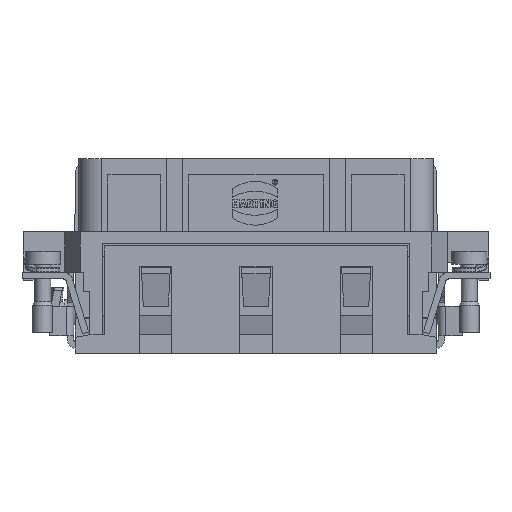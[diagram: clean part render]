
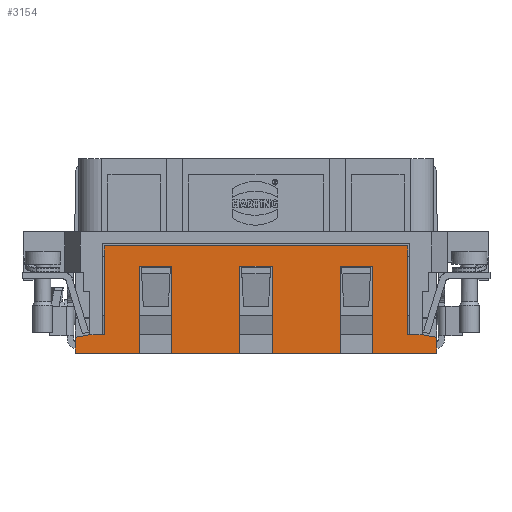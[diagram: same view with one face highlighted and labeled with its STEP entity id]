
A CAD part, front view. The second image highlights one B-rep face of the part: STEP entity #3154.
In plain terms, the highlighted planar face has unit normal (0, -1, 0).
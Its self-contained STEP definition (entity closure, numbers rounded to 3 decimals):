
#2011=FACE_OUTER_BOUND('',#5671,.T.);
#3154=ADVANCED_FACE('',(#2011),#4097,.T.);
#4097=PLANE('',#24764);
#5671=EDGE_LOOP('',(#10191,#10192,#10193,#10194,#10195,#10196,#10197,#10198,
#10199,#10200,#10201,#10202,#10203,#10204,#10205,#10206,#10207,#10208,#10209,
#10210,#10211,#10212));
#10191=ORIENTED_EDGE('',*,*,#16751,.T.);
#10192=ORIENTED_EDGE('',*,*,#16445,.T.);
#10193=ORIENTED_EDGE('',*,*,#16752,.F.);
#10194=ORIENTED_EDGE('',*,*,#16694,.T.);
#10195=ORIENTED_EDGE('',*,*,#16696,.T.);
#10196=ORIENTED_EDGE('',*,*,#16753,.F.);
#10197=ORIENTED_EDGE('',*,*,#16699,.T.);
#10198=ORIENTED_EDGE('',*,*,#16703,.T.);
#10199=ORIENTED_EDGE('',*,*,#16707,.T.);
#10200=ORIENTED_EDGE('',*,*,#16754,.T.);
#10201=ORIENTED_EDGE('',*,*,#16709,.T.);
#10202=ORIENTED_EDGE('',*,*,#16713,.T.);
#10203=ORIENTED_EDGE('',*,*,#16717,.T.);
#10204=ORIENTED_EDGE('',*,*,#16755,.T.);
#10205=ORIENTED_EDGE('',*,*,#16719,.T.);
#10206=ORIENTED_EDGE('',*,*,#16723,.T.);
#10207=ORIENTED_EDGE('',*,*,#16740,.T.);
#10208=ORIENTED_EDGE('',*,*,#16756,.T.);
#10209=ORIENTED_EDGE('',*,*,#16757,.F.);
#10210=ORIENTED_EDGE('',*,*,#16758,.T.);
#10211=ORIENTED_EDGE('',*,*,#16759,.F.);
#10212=ORIENTED_EDGE('',*,*,#16749,.T.);
#13729=VERTEX_POINT('',#37456);
#13730=VERTEX_POINT('',#37457);
#13902=VERTEX_POINT('',#38207);
#13903=VERTEX_POINT('',#38209);
#13905=VERTEX_POINT('',#38214);
#13906=VERTEX_POINT('',#38221);
#13907=VERTEX_POINT('',#38222);
#13909=VERTEX_POINT('',#38229);
#13911=VERTEX_POINT('',#38235);
#13912=VERTEX_POINT('',#38240);
#13913=VERTEX_POINT('',#38241);
#13915=VERTEX_POINT('',#38248);
#13917=VERTEX_POINT('',#38254);
#13918=VERTEX_POINT('',#38259);
#13919=VERTEX_POINT('',#38260);
#13921=VERTEX_POINT('',#38267);
#13933=VERTEX_POINT('',#38300);
#13936=VERTEX_POINT('',#38314);
#13937=VERTEX_POINT('',#38316);
#13938=VERTEX_POINT('',#38326);
#13939=VERTEX_POINT('',#38328);
#13940=VERTEX_POINT('',#38330);
#16445=EDGE_CURVE('',#13729,#13730,#20345,.T.);
#16694=EDGE_CURVE('',#13902,#13903,#20549,.T.);
#16696=EDGE_CURVE('',#13903,#13905,#20551,.T.);
#16699=EDGE_CURVE('',#13906,#13907,#20554,.T.);
#16703=EDGE_CURVE('',#13907,#13909,#20558,.T.);
#16707=EDGE_CURVE('',#13909,#13911,#20562,.T.);
#16709=EDGE_CURVE('',#13912,#13913,#20564,.T.);
#16713=EDGE_CURVE('',#13913,#13915,#20568,.T.);
#16717=EDGE_CURVE('',#13915,#13917,#20572,.T.);
#16719=EDGE_CURVE('',#13918,#13919,#20574,.T.);
#16723=EDGE_CURVE('',#13919,#13921,#20578,.T.);
#16740=EDGE_CURVE('',#13921,#13933,#20595,.T.);
#16749=EDGE_CURVE('',#13937,#13936,#20604,.T.);
#16751=EDGE_CURVE('',#13936,#13729,#20606,.T.);
#16752=EDGE_CURVE('',#13902,#13730,#20607,.T.);
#16753=EDGE_CURVE('',#13906,#13905,#20608,.T.);
#16754=EDGE_CURVE('',#13911,#13912,#20609,.T.);
#16755=EDGE_CURVE('',#13917,#13918,#20610,.T.);
#16756=EDGE_CURVE('',#13933,#13938,#20611,.T.);
#16757=EDGE_CURVE('',#13939,#13938,#20612,.T.);
#16758=EDGE_CURVE('',#13939,#13940,#20613,.T.);
#16759=EDGE_CURVE('',#13937,#13940,#20614,.T.);
#20345=LINE('',#37455,#22429);
#20549=LINE('',#38210,#22633);
#20551=LINE('',#38215,#22635);
#20554=LINE('',#38220,#22638);
#20558=LINE('',#38228,#22642);
#20562=LINE('',#38236,#22646);
#20564=LINE('',#38239,#22648);
#20568=LINE('',#38247,#22652);
#20572=LINE('',#38255,#22656);
#20574=LINE('',#38258,#22658);
#20578=LINE('',#38266,#22662);
#20595=LINE('',#38301,#22679);
#20604=LINE('',#38315,#22688);
#20606=LINE('',#38319,#22690);
#20607=LINE('',#38321,#22691);
#20608=LINE('',#38322,#22692);
#20609=LINE('',#38323,#22693);
#20610=LINE('',#38324,#22694);
#20611=LINE('',#38325,#22695);
#20612=LINE('',#38327,#22696);
#20613=LINE('',#38329,#22697);
#20614=LINE('',#38331,#22698);
#22429=VECTOR('',#28835,1.);
#22633=VECTOR('',#29257,1.);
#22635=VECTOR('',#29261,1.);
#22638=VECTOR('',#29268,1.);
#22642=VECTOR('',#29274,1.);
#22646=VECTOR('',#29280,1.);
#22648=VECTOR('',#29284,1.);
#22652=VECTOR('',#29290,1.);
#22656=VECTOR('',#29296,1.);
#22658=VECTOR('',#29300,1.);
#22662=VECTOR('',#29306,1.);
#22679=VECTOR('',#29333,1.);
#22688=VECTOR('',#29346,1.);
#22690=VECTOR('',#29350,1.);
#22691=VECTOR('',#29353,1.);
#22692=VECTOR('',#29354,1.);
#22693=VECTOR('',#29355,1.);
#22694=VECTOR('',#29356,1.);
#22695=VECTOR('',#29357,1.);
#22696=VECTOR('',#29358,1.);
#22697=VECTOR('',#29359,1.);
#22698=VECTOR('',#29360,1.);
#24764=AXIS2_PLACEMENT_3D('',#38332,#29361,#29362);
#28835=DIRECTION('',(0.,0.,-1.));
#29257=DIRECTION('',(-0.985,0.,-0.174));
#29261=DIRECTION('',(0.,0.,-1.));
#29268=DIRECTION('',(0.,0.,1.));
#29274=DIRECTION('',(1.,0.,0.));
#29280=DIRECTION('',(0.,0.,-1.));
#29284=DIRECTION('',(0.,0.,1.));
#29290=DIRECTION('',(1.,0.,0.));
#29296=DIRECTION('',(0.,0.,-1.));
#29300=DIRECTION('',(0.,0.,1.));
#29306=DIRECTION('',(1.,0.,0.));
#29333=DIRECTION('',(0.,0.,-1.));
#29346=DIRECTION('',(0.,0.,1.));
#29350=DIRECTION('',(-1.,0.,0.));
#29353=DIRECTION('',(1.,0.,0.));
#29354=DIRECTION('',(-1.,0.,0.));
#29355=DIRECTION('',(1.,0.,0.));
#29356=DIRECTION('',(1.,0.,0.));
#29357=DIRECTION('',(1.,0.,0.));
#29358=DIRECTION('',(0.,0.,-1.));
#29359=DIRECTION('',(-0.985,0.,0.174));
#29360=DIRECTION('',(1.,0.,0.));
#29361=DIRECTION('',(0.,-1.,0.));
#29362=DIRECTION('',(-1.,0.,0.));
#37455=CARTESIAN_POINT('',(-23.5,-11.2,2.6));
#37456=CARTESIAN_POINT('',(-23.5,-11.2,5.1));
#37457=CARTESIAN_POINT('',(-23.5,-11.2,-8.6));
#38207=CARTESIAN_POINT('',(-25.566,-11.2,-8.6));
#38209=CARTESIAN_POINT('',(-28.,-11.2,-9.029));
#38210=CARTESIAN_POINT('',(-25.566,-11.2,-8.6));
#38214=CARTESIAN_POINT('',(-28.,-11.2,-11.5));
#38215=CARTESIAN_POINT('',(-28.,-11.2,-9.029));
#38220=CARTESIAN_POINT('',(-18.,-11.2,-10.5));
#38221=CARTESIAN_POINT('',(-18.,-11.2,-11.5));
#38222=CARTESIAN_POINT('',(-18.,-11.2,2.));
#38228=CARTESIAN_POINT('',(-18.,-11.2,2.));
#38229=CARTESIAN_POINT('',(-13.,-11.2,2.));
#38235=CARTESIAN_POINT('',(-13.,-11.2,-11.5));
#38236=CARTESIAN_POINT('',(-13.,-11.2,2.));
#38239=CARTESIAN_POINT('',(-2.5,-11.2,-10.5));
#38240=CARTESIAN_POINT('',(-2.5,-11.2,-11.5));
#38241=CARTESIAN_POINT('',(-2.5,-11.2,2.));
#38247=CARTESIAN_POINT('',(-2.5,-11.2,2.));
#38248=CARTESIAN_POINT('',(2.5,-11.2,2.));
#38254=CARTESIAN_POINT('',(2.5,-11.2,-11.5));
#38255=CARTESIAN_POINT('',(2.5,-11.2,2.));
#38258=CARTESIAN_POINT('',(13.,-11.2,-10.5));
#38259=CARTESIAN_POINT('',(13.,-11.2,-11.5));
#38260=CARTESIAN_POINT('',(13.,-11.2,2.));
#38266=CARTESIAN_POINT('',(13.,-11.2,2.));
#38267=CARTESIAN_POINT('',(18.,-11.2,2.));
#38300=CARTESIAN_POINT('',(18.,-11.2,-11.5));
#38301=CARTESIAN_POINT('',(18.,-11.2,2.));
#38314=CARTESIAN_POINT('',(23.5,-11.2,5.1));
#38315=CARTESIAN_POINT('',(23.5,-11.2,-8.6));
#38316=CARTESIAN_POINT('',(23.5,-11.2,-8.6));
#38319=CARTESIAN_POINT('',(22.83,-11.2,5.1));
#38321=CARTESIAN_POINT('',(-25.566,-11.2,-8.6));
#38322=CARTESIAN_POINT('',(28.2,-11.2,-11.5));
#38323=CARTESIAN_POINT('',(28.2,-11.2,-11.5));
#38324=CARTESIAN_POINT('',(28.2,-11.2,-11.5));
#38325=CARTESIAN_POINT('',(29.4,-11.2,-11.5));
#38326=CARTESIAN_POINT('',(28.,-11.2,-11.5));
#38327=CARTESIAN_POINT('',(28.,-11.2,-9.029));
#38328=CARTESIAN_POINT('',(28.,-11.2,-9.029));
#38329=CARTESIAN_POINT('',(28.,-11.2,-9.029));
#38330=CARTESIAN_POINT('',(25.566,-11.2,-8.6));
#38331=CARTESIAN_POINT('',(23.5,-11.2,-8.6));
#38332=CARTESIAN_POINT('',(28.2,-11.2,5.3));
